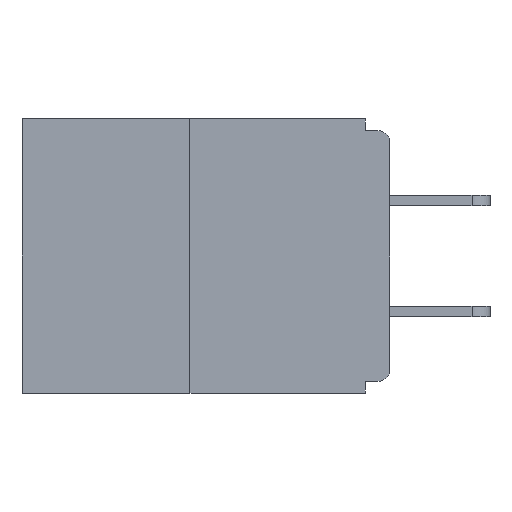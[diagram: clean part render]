
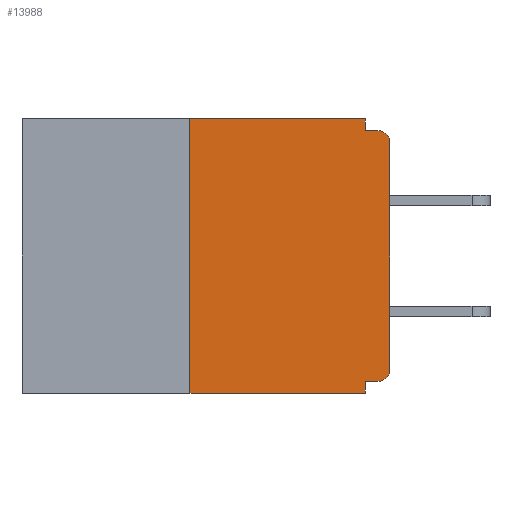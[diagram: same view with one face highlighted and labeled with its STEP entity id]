
A CAD part, left-side view. The second image highlights one B-rep face of the part: STEP entity #13988.
In plain terms, the highlighted planar face has unit normal (-1, 0, 0).
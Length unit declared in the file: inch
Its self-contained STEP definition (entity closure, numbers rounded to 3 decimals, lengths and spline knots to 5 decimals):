
#55 = VERTEX_POINT ( 'NONE', #15227 ) ;
#272 = VERTEX_POINT ( 'NONE', #13247 ) ;
#314 = CARTESIAN_POINT ( 'NONE',  ( 0., 0.015, -0.313 ) ) ;
#656 = VECTOR ( 'NONE', #12033, 39.37008 ) ;
#698 = EDGE_CURVE ( 'NONE', #6828, #12746, #14085, .T. ) ;
#855 = EDGE_CURVE ( 'NONE', #6828, #4487, #4894, .T. ) ;
#995 = VECTOR ( 'NONE', #9310, 39.37008 ) ;
#1057 = DIRECTION ( 'NONE',  ( 0., 0., -1. ) ) ;
#1160 = VECTOR ( 'NONE', #1373, 39.37008 ) ;
#1373 = DIRECTION ( 'NONE',  ( 0., 0., -1. ) ) ;
#1426 = CARTESIAN_POINT ( 'NONE',  ( 0., 0.031, -0.343 ) ) ;
#1601 = VERTEX_POINT ( 'NONE', #14542 ) ;
#1689 = EDGE_CURVE ( 'NONE', #13343, #4942, #12193, .T. ) ;
#1708 = VECTOR ( 'NONE', #6107, 39.37008 ) ;
#2528 = ORIENTED_EDGE ( 'NONE', *, *, #5237, .F. ) ;
#2539 = ORIENTED_EDGE ( 'NONE', *, *, #8930, .F. ) ;
#2705 = CARTESIAN_POINT ( 'NONE',  ( 0., 0.25, 0. ) ) ;
#2787 = CARTESIAN_POINT ( 'NONE',  ( 0., 0., -0.328 ) ) ;
#2946 = DIRECTION ( 'NONE',  ( 0., 0., -1. ) ) ;
#3144 = ORIENTED_EDGE ( 'NONE', *, *, #5964, .F. ) ;
#3300 = CIRCLE ( 'NONE', #14215, 0.015 ) ;
#3378 = CARTESIAN_POINT ( 'NONE',  ( 0., 0.015, -0.03 ) ) ;
#3963 = DIRECTION ( 'NONE',  ( -1., 0., 0. ) ) ;
#3972 = DIRECTION ( 'NONE',  ( 0., 0., 1. ) ) ;
#3997 = CARTESIAN_POINT ( 'NONE',  ( 0., 0.031, 0. ) ) ;
#4016 = DIRECTION ( 'NONE',  ( 0., 0., -1. ) ) ;
#4119 = CIRCLE ( 'NONE', #12743, 0.015 ) ;
#4128 = VECTOR ( 'NONE', #2946, 39.37008 ) ;
#4289 = ORIENTED_EDGE ( 'NONE', *, *, #855, .T. ) ;
#4328 = CARTESIAN_POINT ( 'NONE',  ( 0., 0.015, -0.328 ) ) ;
#4487 = VERTEX_POINT ( 'NONE', #5816 ) ;
#4564 = AXIS2_PLACEMENT_3D ( 'NONE', #11259, #14719, #7540 ) ;
#4894 = LINE ( 'NONE', #5445, #12962 ) ;
#4911 = LINE ( 'NONE', #8009, #1708 ) ;
#4942 = VERTEX_POINT ( 'NONE', #5654 ) ;
#5035 = EDGE_CURVE ( 'NONE', #272, #1601, #14322, .T. ) ;
#5074 = VECTOR ( 'NONE', #13583, 39.37008 ) ;
#5237 = EDGE_CURVE ( 'NONE', #8418, #4487, #6259, .T. ) ;
#5445 = CARTESIAN_POINT ( 'NONE',  ( 0., 0.46, -0.343 ) ) ;
#5654 = CARTESIAN_POINT ( 'NONE',  ( 0., 0.031, -0.015 ) ) ;
#5752 = FACE_OUTER_BOUND ( 'NONE', #14775, .T. ) ;
#5816 = CARTESIAN_POINT ( 'NONE',  ( 0., 0.031, -0.343 ) ) ;
#5964 = EDGE_CURVE ( 'NONE', #4942, #55, #4911, .T. ) ;
#6107 = DIRECTION ( 'NONE',  ( 0., -1., 0. ) ) ;
#6259 = LINE ( 'NONE', #1426, #1160 ) ;
#6293 = CARTESIAN_POINT ( 'NONE',  ( 0., 0.25, 0. ) ) ;
#6375 = CARTESIAN_POINT ( 'NONE',  ( 0., 0.031, 0. ) ) ;
#6468 = EDGE_CURVE ( 'NONE', #12119, #8418, #10908, .T. ) ;
#6828 = VERTEX_POINT ( 'NONE', #10322 ) ;
#7106 = EDGE_CURVE ( 'NONE', #12119, #272, #4119, .T. ) ;
#7540 = DIRECTION ( 'NONE',  ( 0., 0., -1. ) ) ;
#7750 = ORIENTED_EDGE ( 'NONE', *, *, #6468, .F. ) ;
#8009 = CARTESIAN_POINT ( 'NONE',  ( 0., 0., -0.015 ) ) ;
#8123 = CARTESIAN_POINT ( 'NONE',  ( 0., 0.031, -0.328 ) ) ;
#8418 = VERTEX_POINT ( 'NONE', #8123 ) ;
#8614 = ORIENTED_EDGE ( 'NONE', *, *, #1689, .F. ) ;
#8930 = EDGE_CURVE ( 'NONE', #12746, #13343, #12683, .T. ) ;
#9106 = DIRECTION ( 'NONE',  ( 0., -1., 0. ) ) ;
#9310 = DIRECTION ( 'NONE',  ( 0., 0., 1. ) ) ;
#10020 = ORIENTED_EDGE ( 'NONE', *, *, #14147, .T. ) ;
#10322 = CARTESIAN_POINT ( 'NONE',  ( 0., 0.25, -0.343 ) ) ;
#10908 = LINE ( 'NONE', #2787, #5074 ) ;
#11046 = CARTESIAN_POINT ( 'NONE',  ( 0., 0.46, 0. ) ) ;
#11259 = CARTESIAN_POINT ( 'NONE',  ( 0., 0.46, 0. ) ) ;
#11669 = DIRECTION ( 'NONE',  ( -1., 0., 0. ) ) ;
#11730 = CARTESIAN_POINT ( 'NONE',  ( 0., 0., 0. ) ) ;
#12033 = DIRECTION ( 'NONE',  ( 0., -1., 0. ) ) ;
#12119 = VERTEX_POINT ( 'NONE', #4328 ) ;
#12193 = LINE ( 'NONE', #3997, #4128 ) ;
#12394 = VECTOR ( 'NONE', #3972, 39.37008 ) ;
#12400 = PLANE ( 'NONE',  #4564 ) ;
#12683 = LINE ( 'NONE', #11046, #656 ) ;
#12743 = AXIS2_PLACEMENT_3D ( 'NONE', #314, #3963, #4016 ) ;
#12746 = VERTEX_POINT ( 'NONE', #6293 ) ;
#12962 = VECTOR ( 'NONE', #9106, 39.37008 ) ;
#13247 = CARTESIAN_POINT ( 'NONE',  ( 0., 0., -0.313 ) ) ;
#13343 = VERTEX_POINT ( 'NONE', #6375 ) ;
#13583 = DIRECTION ( 'NONE',  ( 0., 1., 0. ) ) ;
#13584 = ORIENTED_EDGE ( 'NONE', *, *, #698, .F. ) ;
#13988 = ADVANCED_FACE ( 'NONE', ( #5752 ), #12400, .F. ) ;
#14085 = LINE ( 'NONE', #2705, #12394 ) ;
#14147 = EDGE_CURVE ( 'NONE', #1601, #55, #3300, .T. ) ;
#14215 = AXIS2_PLACEMENT_3D ( 'NONE', #3378, #11669, #1057 ) ;
#14322 = LINE ( 'NONE', #11730, #995 ) ;
#14542 = CARTESIAN_POINT ( 'NONE',  ( 0., 0., -0.03 ) ) ;
#14719 = DIRECTION ( 'NONE',  ( 1., 0., 0. ) ) ;
#14775 = EDGE_LOOP ( 'NONE', ( #2539, #13584, #4289, #2528, #7750, #15066, #15327, #10020, #3144, #8614 ) ) ;
#15066 = ORIENTED_EDGE ( 'NONE', *, *, #7106, .T. ) ;
#15227 = CARTESIAN_POINT ( 'NONE',  ( 0., 0.015, -0.015 ) ) ;
#15327 = ORIENTED_EDGE ( 'NONE', *, *, #5035, .T. ) ;
